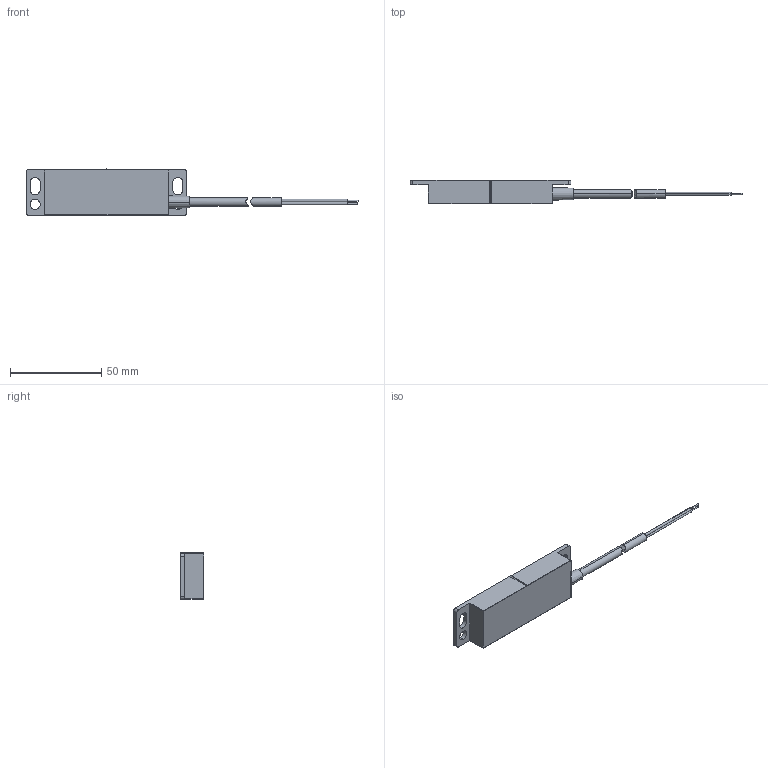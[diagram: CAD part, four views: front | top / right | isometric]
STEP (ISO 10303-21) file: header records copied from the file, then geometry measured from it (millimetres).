
FILE_DESCRIPTION (( 'STEP AP214' ), '1' );
FILE_NAME ('N510_N511_N512_N513_N514_N517_N518.STEP', '2025-06-12T14:15:26', ( '' ), ( '' ), 'SwSTEP 2.0', 'SolidWorks 2025', '' );
FILE_SCHEMA (( 'AUTOMOTIVE_DESIGN' ));
Length unit declared in the file: millimetre
Products named in the file (5): Cavo SC_1; passa7; N510_N511_N512_N513_N514_N517_N518; cop7; corpo7
Assembly tree (4 placements, depth 2):
  N510_N511_N512_N513_N514_N517_N518
    corpo7
    cop7
    passa7
    Cavo SC_1
Bounding box: 181.5 x 13 x 25.5 mm (x, y, z)
Volume: 24164.1 mm3; surface area: 12385.6 mm2
Topology: 5 solids, 5 shells, 105 faces, 239 edges, 150 vertices
Faces by surface type: cylinder 46, plane 44, torus 6, sphere 4, bspline 3, cone 2
Entity records: 3858 total; most frequent: CARTESIAN_POINT 1128, DIRECTION 551, ORIENTED_EDGE 470, EDGE_CURVE 235, AXIS2_PLACEMENT_3D 213, VERTEX_POINT 150, VECTOR 125, EDGE_LOOP 125
